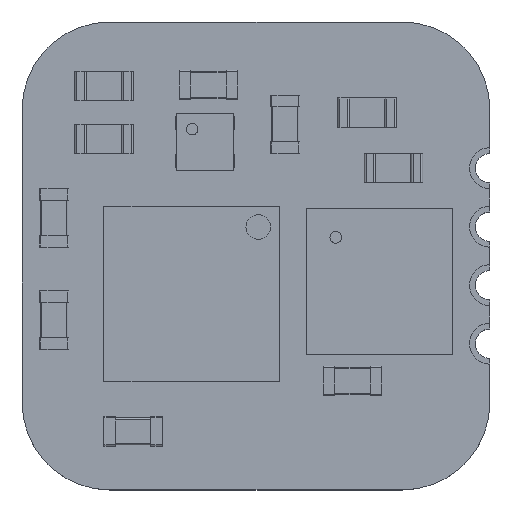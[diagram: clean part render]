
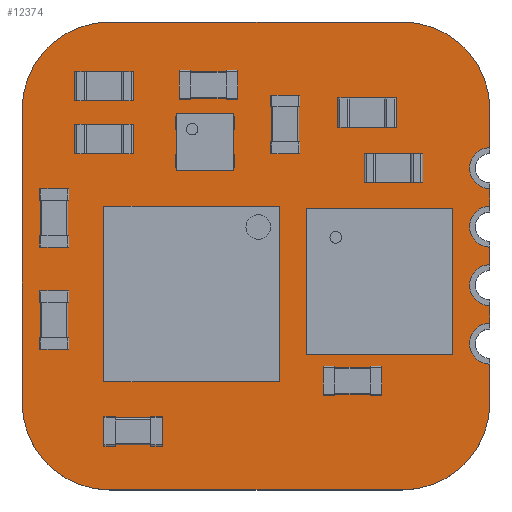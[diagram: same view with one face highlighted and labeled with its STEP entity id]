
A CAD part, top view. The second image highlights one B-rep face of the part: STEP entity #12374.
In plain terms, the highlighted planar face has unit normal (0, 0, 1).
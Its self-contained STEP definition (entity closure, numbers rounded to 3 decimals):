
#621=CIRCLE('',#13477,0.35);
#623=CIRCLE('',#13480,0.35);
#625=CIRCLE('',#13483,0.35);
#627=CIRCLE('',#13486,0.35);
#632=CIRCLE('',#13495,1.5);
#633=CIRCLE('',#13499,1.5);
#634=CIRCLE('',#13500,1.5);
#635=CIRCLE('',#13501,1.5);
#1272=FACE_OUTER_BOUND('',#1978,.T.);
#1978=EDGE_LOOP('',(#10708,#10709,#10710,#10711,#10712,#10713,#10714,#10715,
#10716,#10717,#10718,#10719,#10720,#10721,#10722,#10723));
#3284=LINE('',#20240,#4668);
#3287=LINE('',#20245,#4671);
#3298=LINE('',#20274,#4682);
#3299=LINE('',#20276,#4683);
#3300=LINE('',#20278,#4684);
#3301=LINE('',#20279,#4685);
#3302=LINE('',#20283,#4686);
#3303=LINE('',#20287,#4687);
#4668=VECTOR('',#16669,1.);
#4671=VECTOR('',#16674,1.);
#4682=VECTOR('',#16701,1.);
#4683=VECTOR('',#16704,1.);
#4684=VECTOR('',#16707,1.);
#4685=VECTOR('',#16708,1.);
#4686=VECTOR('',#16711,1.);
#4687=VECTOR('',#16714,1.);
#5830=VERTEX_POINT('',#20206);
#5831=VERTEX_POINT('',#20208);
#5834=VERTEX_POINT('',#20215);
#5835=VERTEX_POINT('',#20217);
#5838=VERTEX_POINT('',#20224);
#5839=VERTEX_POINT('',#20226);
#5842=VERTEX_POINT('',#20233);
#5843=VERTEX_POINT('',#20235);
#5844=VERTEX_POINT('',#20239);
#5853=VERTEX_POINT('',#20266);
#5854=VERTEX_POINT('',#20268);
#5855=VERTEX_POINT('',#20272);
#5856=VERTEX_POINT('',#20280);
#5857=VERTEX_POINT('',#20282);
#5858=VERTEX_POINT('',#20284);
#5859=VERTEX_POINT('',#20286);
#7462=EDGE_CURVE('',#5831,#5830,#621,.T.);
#7466=EDGE_CURVE('',#5835,#5834,#623,.T.);
#7470=EDGE_CURVE('',#5839,#5838,#625,.T.);
#7474=EDGE_CURVE('',#5843,#5842,#627,.T.);
#7476=EDGE_CURVE('',#5839,#5844,#3284,.T.);
#7479=EDGE_CURVE('',#5831,#5838,#3287,.T.);
#7492=EDGE_CURVE('',#5853,#5854,#632,.T.);
#7495=EDGE_CURVE('',#5855,#5853,#3298,.T.);
#7496=EDGE_CURVE('',#5854,#5842,#3299,.T.);
#7497=EDGE_CURVE('',#5835,#5830,#3300,.T.);
#7498=EDGE_CURVE('',#5843,#5834,#3301,.T.);
#7499=EDGE_CURVE('',#5856,#5855,#633,.T.);
#7500=EDGE_CURVE('',#5857,#5856,#3302,.T.);
#7501=EDGE_CURVE('',#5858,#5857,#634,.T.);
#7502=EDGE_CURVE('',#5859,#5858,#3303,.T.);
#7503=EDGE_CURVE('',#5844,#5859,#635,.T.);
#10708=ORIENTED_EDGE('',*,*,#7462,.T.);
#10709=ORIENTED_EDGE('',*,*,#7497,.F.);
#10710=ORIENTED_EDGE('',*,*,#7466,.T.);
#10711=ORIENTED_EDGE('',*,*,#7498,.F.);
#10712=ORIENTED_EDGE('',*,*,#7474,.T.);
#10713=ORIENTED_EDGE('',*,*,#7496,.F.);
#10714=ORIENTED_EDGE('',*,*,#7492,.F.);
#10715=ORIENTED_EDGE('',*,*,#7495,.F.);
#10716=ORIENTED_EDGE('',*,*,#7499,.F.);
#10717=ORIENTED_EDGE('',*,*,#7500,.F.);
#10718=ORIENTED_EDGE('',*,*,#7501,.F.);
#10719=ORIENTED_EDGE('',*,*,#7502,.F.);
#10720=ORIENTED_EDGE('',*,*,#7503,.F.);
#10721=ORIENTED_EDGE('',*,*,#7476,.F.);
#10722=ORIENTED_EDGE('',*,*,#7470,.T.);
#10723=ORIENTED_EDGE('',*,*,#7479,.F.);
#11513=PLANE('',#13498);
#12374=ADVANCED_FACE('',(#1272),#11513,.T.);
#13477=AXIS2_PLACEMENT_3D('',#20209,#16640,#16641);
#13480=AXIS2_PLACEMENT_3D('',#20218,#16648,#16649);
#13483=AXIS2_PLACEMENT_3D('',#20227,#16656,#16657);
#13486=AXIS2_PLACEMENT_3D('',#20236,#16664,#16665);
#13495=AXIS2_PLACEMENT_3D('',#20269,#16695,#16696);
#13498=AXIS2_PLACEMENT_3D('',#20277,#16705,#16706);
#13499=AXIS2_PLACEMENT_3D('',#20281,#16709,#16710);
#13500=AXIS2_PLACEMENT_3D('',#20285,#16712,#16713);
#13501=AXIS2_PLACEMENT_3D('',#20288,#16715,#16716);
#16640=DIRECTION('center_axis',(0.,0.,-1.));
#16641=DIRECTION('ref_axis',(0.,-1.,0.));
#16648=DIRECTION('center_axis',(0.,0.,-1.));
#16649=DIRECTION('ref_axis',(0.,-1.,0.));
#16656=DIRECTION('center_axis',(0.,0.,-1.));
#16657=DIRECTION('ref_axis',(0.,-1.,0.));
#16664=DIRECTION('center_axis',(0.,0.,-1.));
#16665=DIRECTION('ref_axis',(0.,-1.,0.));
#16669=DIRECTION('',(0.,-1.,0.));
#16674=DIRECTION('',(0.,-1.,0.));
#16695=DIRECTION('center_axis',(0.,0.,-1.));
#16696=DIRECTION('ref_axis',(0.,1.,0.));
#16701=DIRECTION('',(1.,0.,0.));
#16704=DIRECTION('',(0.,-1.,0.));
#16705=DIRECTION('center_axis',(0.,0.,1.));
#16706=DIRECTION('ref_axis',(1.,0.,0.));
#16707=DIRECTION('',(0.,-1.,0.));
#16708=DIRECTION('',(0.,-1.,0.));
#16709=DIRECTION('center_axis',(0.,0.,-1.));
#16710=DIRECTION('ref_axis',(-1.,0.,0.));
#16711=DIRECTION('',(0.,1.,0.));
#16712=DIRECTION('center_axis',(0.,0.,-1.));
#16713=DIRECTION('ref_axis',(0.,-1.,0.));
#16714=DIRECTION('',(-1.,0.,0.));
#16715=DIRECTION('center_axis',(0.,0.,-1.));
#16716=DIRECTION('ref_axis',(1.,0.,0.));
#20206=CARTESIAN_POINT('',(148.,-109.15,0.8));
#20208=CARTESIAN_POINT('',(148.,-109.85,0.8));
#20209=CARTESIAN_POINT('Origin',(148.,-109.5,0.8));
#20215=CARTESIAN_POINT('',(148.,-108.15,0.8));
#20217=CARTESIAN_POINT('',(148.,-108.85,0.8));
#20218=CARTESIAN_POINT('Origin',(148.,-108.5,0.8));
#20224=CARTESIAN_POINT('',(148.,-110.15,0.8));
#20226=CARTESIAN_POINT('',(148.,-110.85,0.8));
#20227=CARTESIAN_POINT('Origin',(148.,-110.5,0.8));
#20233=CARTESIAN_POINT('',(148.,-107.15,0.8));
#20235=CARTESIAN_POINT('',(148.,-107.85,0.8));
#20236=CARTESIAN_POINT('Origin',(148.,-107.5,0.8));
#20239=CARTESIAN_POINT('',(148.,-111.5,0.8));
#20240=CARTESIAN_POINT('',(148.,-106.5,0.8));
#20245=CARTESIAN_POINT('',(148.,-106.5,0.8));
#20266=CARTESIAN_POINT('',(146.5,-105.,0.8));
#20268=CARTESIAN_POINT('',(148.,-106.5,0.8));
#20269=CARTESIAN_POINT('Origin',(146.5,-106.5,0.8));
#20272=CARTESIAN_POINT('',(141.5,-105.,0.8));
#20274=CARTESIAN_POINT('',(141.5,-105.,0.8));
#20276=CARTESIAN_POINT('',(148.,-106.5,0.8));
#20277=CARTESIAN_POINT('Origin',(0.,0.,0.8));
#20278=CARTESIAN_POINT('',(148.,-106.5,0.8));
#20279=CARTESIAN_POINT('',(148.,-106.5,0.8));
#20280=CARTESIAN_POINT('',(140.,-106.5,0.8));
#20281=CARTESIAN_POINT('Origin',(141.5,-106.5,0.8));
#20282=CARTESIAN_POINT('',(140.,-111.5,0.8));
#20283=CARTESIAN_POINT('',(140.,-111.5,0.8));
#20284=CARTESIAN_POINT('',(141.5,-113.,0.8));
#20285=CARTESIAN_POINT('Origin',(141.5,-111.5,0.8));
#20286=CARTESIAN_POINT('',(146.5,-113.,0.8));
#20287=CARTESIAN_POINT('',(146.5,-113.,0.8));
#20288=CARTESIAN_POINT('Origin',(146.5,-111.5,0.8));
